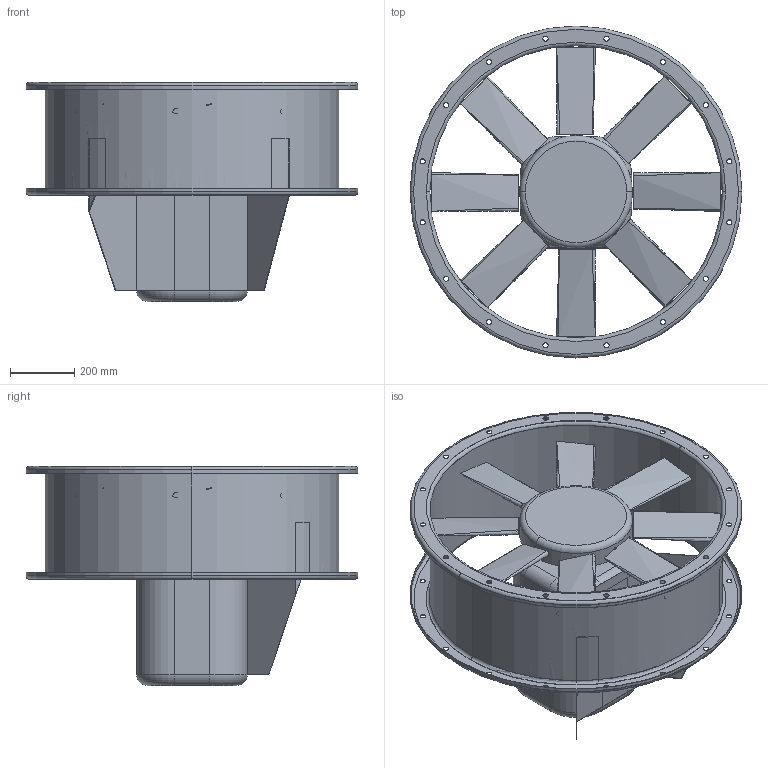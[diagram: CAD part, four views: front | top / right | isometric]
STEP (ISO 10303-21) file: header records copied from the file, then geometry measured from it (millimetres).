
FILE_DESCRIPTION (( 'STEP AP214' ), '1' );
FILE_NAME ('CC_900.STEP', '2017-01-27T13:19:01', ( '' ), ( '' ), 'SwSTEP 2.0', 'SolidWorks 2016', '' );
FILE_SCHEMA (( 'AUTOMOTIVE_DESIGN' ));
Length unit declared in the file: millimetre
Products named in the file (1): CC_900
Bounding box: 1030 x 1030 x 680 mm (x, y, z)
Volume: 65527077.6 mm3; surface area: 5037387.4 mm2
Topology: 1 solids, 1 shells, 214 faces, 557 edges, 363 vertices
Faces by surface type: cylinder 110, plane 46, bspline 32, torus 26
Entity records: 9261 total; most frequent: CARTESIAN_POINT 2636, DIRECTION 1194, ORIENTED_EDGE 1114, EDGE_CURVE 557, AXIS2_PLACEMENT_3D 475, VERTEX_POINT 363, EDGE_LOOP 300, CIRCLE 292
